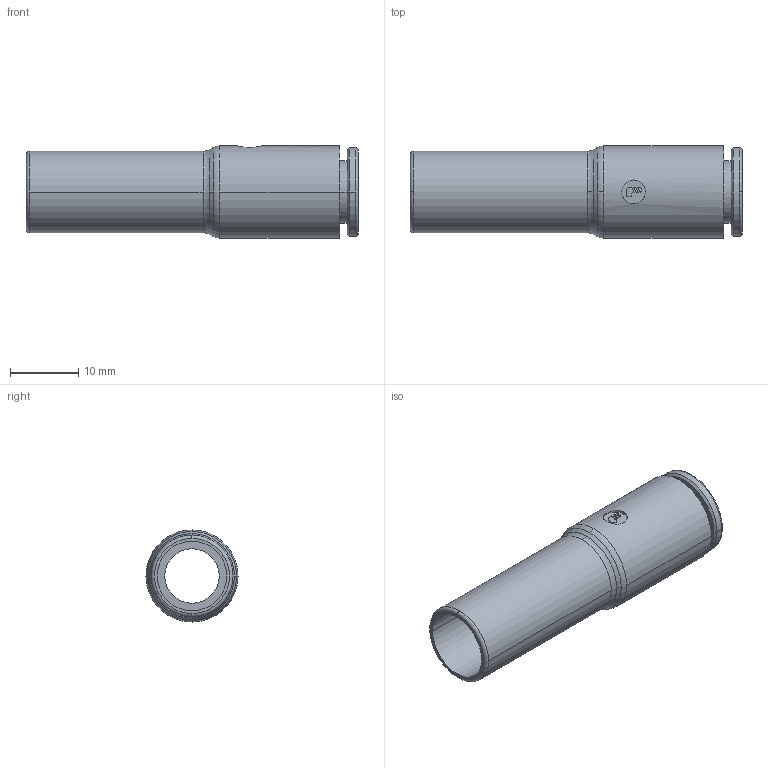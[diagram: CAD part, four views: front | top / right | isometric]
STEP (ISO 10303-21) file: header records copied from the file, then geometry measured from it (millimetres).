
FILE_DESCRIPTION(('STEP AP214'),'1');
FILE_NAME('6366_08_12WP2.stp','2016-07-07T14:17:38',('TraceParts'),('TraceParts S.A.'),'Spatial InterOp 3D',' ',' ');
FILE_SCHEMA(('automotive_design'));
Length unit declared in the file: millimetre
Products named in the file (1): 1
Bounding box: 48.7 x 13.5 x 13.5 mm (x, y, z)
Volume: 2779.2 mm3; surface area: 3600.6 mm2
Topology: 1 solids, 1 shells, 54 faces, 135 edges, 90 vertices
Faces by surface type: plane 22, cylinder 20, torus 8, cone 4
Entity records: 1731 total; most frequent: CARTESIAN_POINT 347, DIRECTION 313, ORIENTED_EDGE 270, EDGE_CURVE 135, AXIS2_PLACEMENT_3D 125, VERTEX_POINT 90, CIRCLE 70, EDGE_LOOP 63
